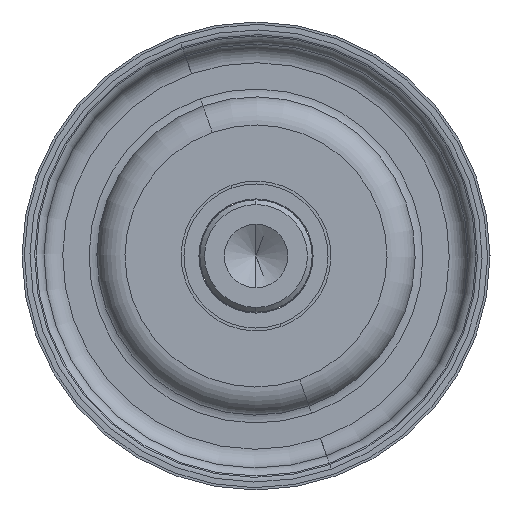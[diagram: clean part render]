
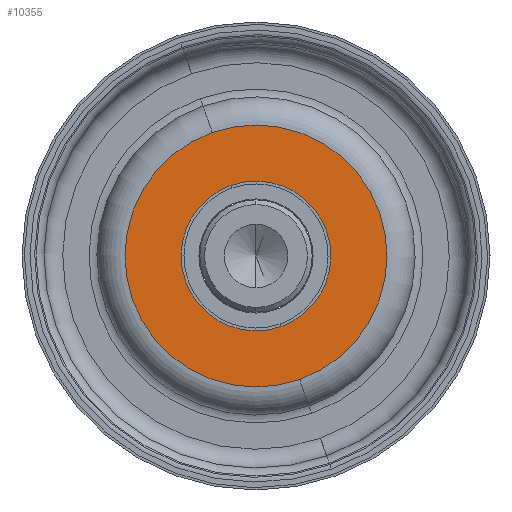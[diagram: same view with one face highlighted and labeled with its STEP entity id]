
A CAD part, left-side view. The second image highlights one B-rep face of the part: STEP entity #10355.
In plain terms, the highlighted planar face has unit normal (-1, 0, 0).
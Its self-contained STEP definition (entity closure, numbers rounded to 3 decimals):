
#270 = AXIS2_PLACEMENT_3D ( 'NONE', #10193, #1715, #5614 ) ;
#726 = DIRECTION ( 'NONE',  ( -1., 0., 0. ) ) ;
#1255 = AXIS2_PLACEMENT_3D ( 'NONE', #7964, #3255, #5214 ) ;
#1469 = DIRECTION ( 'NONE',  ( -1., 0., 0. ) ) ;
#1715 = DIRECTION ( 'NONE',  ( 1., 0., 0. ) ) ;
#1896 = EDGE_CURVE ( 'NONE', #12164, #2399, #11014, .T. ) ;
#2399 = VERTEX_POINT ( 'NONE', #7340 ) ;
#2442 = CARTESIAN_POINT ( 'NONE',  ( 1.1, 7.543, -2.665 ) ) ;
#2744 = CARTESIAN_POINT ( 'NONE',  ( 1.1, -7.543, 2.665 ) ) ;
#3255 = DIRECTION ( 'NONE',  ( -1., 0., 0. ) ) ;
#3309 = VERTEX_POINT ( 'NONE', #2744 ) ;
#3456 = FACE_BOUND ( 'NONE', #5164, .T. ) ;
#3504 = AXIS2_PLACEMENT_3D ( 'NONE', #5234, #1469, #9128 ) ;
#3648 = CARTESIAN_POINT ( 'NONE',  ( 1.1, 0., 0. ) ) ;
#4200 = AXIS2_PLACEMENT_3D ( 'NONE', #5426, #726, #4494 ) ;
#4215 = VERTEX_POINT ( 'NONE', #2442 ) ;
#4494 = DIRECTION ( 'NONE',  ( 0., -0.333, -0.943 ) ) ;
#4776 = CIRCLE ( 'NONE', #270, 8. ) ;
#5072 = ORIENTED_EDGE ( 'NONE', *, *, #5761, .T. ) ;
#5164 = EDGE_LOOP ( 'NONE', ( #5773, #5072 ) ) ;
#5214 = DIRECTION ( 'NONE',  ( 0., -0.333, -0.943 ) ) ;
#5234 = CARTESIAN_POINT ( 'NONE',  ( 1.1, 0., 0. ) ) ;
#5426 = CARTESIAN_POINT ( 'NONE',  ( 1.1, 0., 0. ) ) ;
#5614 = DIRECTION ( 'NONE',  ( 0., 0.943, -0.333 ) ) ;
#5761 = EDGE_CURVE ( 'NONE', #3309, #4215, #4776, .T. ) ;
#5773 = ORIENTED_EDGE ( 'NONE', *, *, #11866, .T. ) ;
#6514 = DIRECTION ( 'NONE',  ( 0., 0.943, -0.333 ) ) ;
#6582 = PLANE ( 'NONE',  #4200 ) ;
#7340 = CARTESIAN_POINT ( 'NONE',  ( 1.1, 4.664, 13.2 ) ) ;
#7964 = CARTESIAN_POINT ( 'NONE',  ( 1.1, 0., 0. ) ) ;
#8418 = FACE_OUTER_BOUND ( 'NONE', #10136, .T. ) ;
#9128 = DIRECTION ( 'NONE',  ( 0., -0.333, -0.943 ) ) ;
#9374 = ORIENTED_EDGE ( 'NONE', *, *, #10764, .T. ) ;
#10121 = CARTESIAN_POINT ( 'NONE',  ( 1.1, -4.664, -13.2 ) ) ;
#10136 = EDGE_LOOP ( 'NONE', ( #11564, #9374 ) ) ;
#10193 = CARTESIAN_POINT ( 'NONE',  ( 1.1, 0., 0. ) ) ;
#10335 = CIRCLE ( 'NONE', #1255, 14. ) ;
#10355 = ADVANCED_FACE ( 'NONE', ( #8418, #3456 ), #6582, .T. ) ;
#10589 = AXIS2_PLACEMENT_3D ( 'NONE', #3648, #11006, #6514 ) ;
#10764 = EDGE_CURVE ( 'NONE', #2399, #12164, #10335, .T. ) ;
#10792 = CIRCLE ( 'NONE', #10589, 8. ) ;
#11006 = DIRECTION ( 'NONE',  ( 1., 0., 0. ) ) ;
#11014 = CIRCLE ( 'NONE', #3504, 14. ) ;
#11564 = ORIENTED_EDGE ( 'NONE', *, *, #1896, .T. ) ;
#11866 = EDGE_CURVE ( 'NONE', #4215, #3309, #10792, .T. ) ;
#12164 = VERTEX_POINT ( 'NONE', #10121 ) ;
